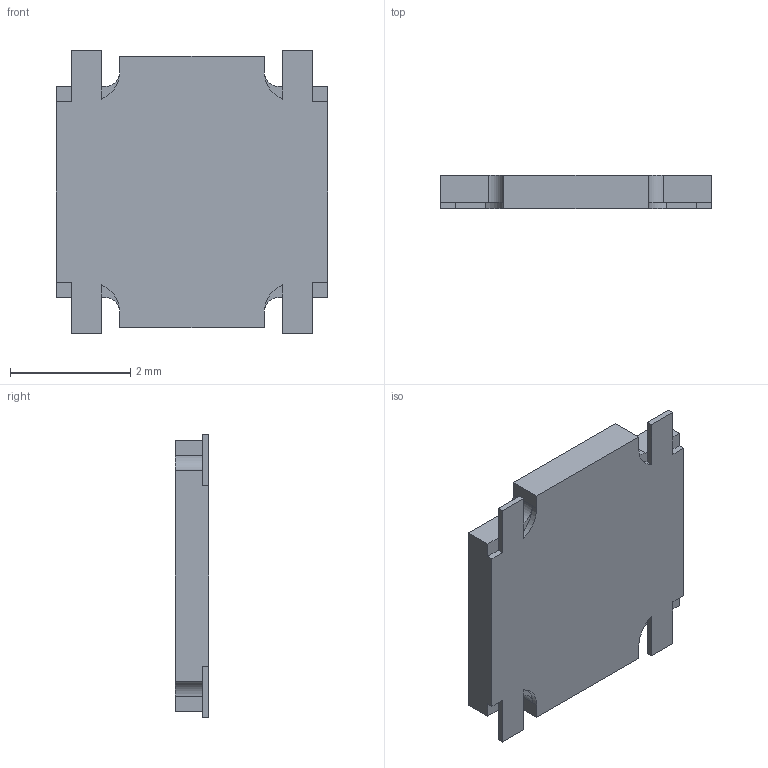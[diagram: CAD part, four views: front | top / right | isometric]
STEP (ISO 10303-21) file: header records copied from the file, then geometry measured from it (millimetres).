
FILE_DESCRIPTION(/* description */ (''),/* implementation_level */ '2;1');
FILE_NAME(/* name */ 'Switch TVCM09.stp',/* time_stamp */ '2019-04-05T15:07:15+05:00',/* author */ ('Александр'),/* organization */ (''),/* preprocessor_version */ 'ST-DEVELOPER v17',/* originating_system */ 'Autodesk Inventor 2019',/* authorisation */ '');
FILE_SCHEMA (('AUTOMOTIVE_DESIGN { 1 0 10303 214 3 1 1 }'));
Length unit declared in the file: millimetre
Products named in the file (1): Switch TVCM09
Bounding box: 4.5 x 0.55 x 4.7 mm (x, y, z)
Volume: 9.9 mm3; surface area: 49.9 mm2
Topology: 1 solids, 1 shells, 77 faces, 207 edges, 134 vertices
Faces by surface type: plane 56, cylinder 20, torus 1
Entity records: 2525 total; most frequent: CARTESIAN_POINT 419, ORIENTED_EDGE 414, DIRECTION 406, EDGE_CURVE 207, LINE 164, VECTOR 164, VERTEX_POINT 134, AXIS2_PLACEMENT_3D 121
